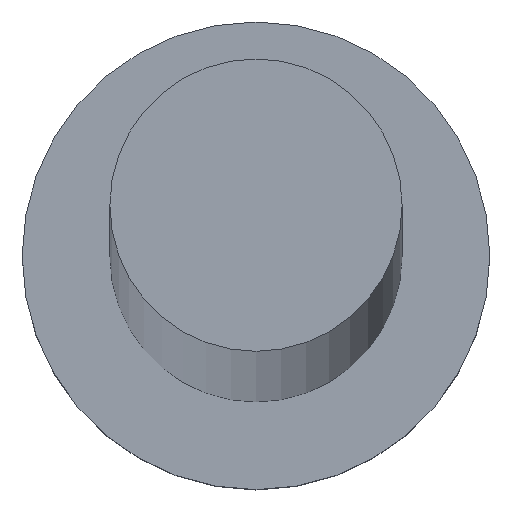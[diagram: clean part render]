
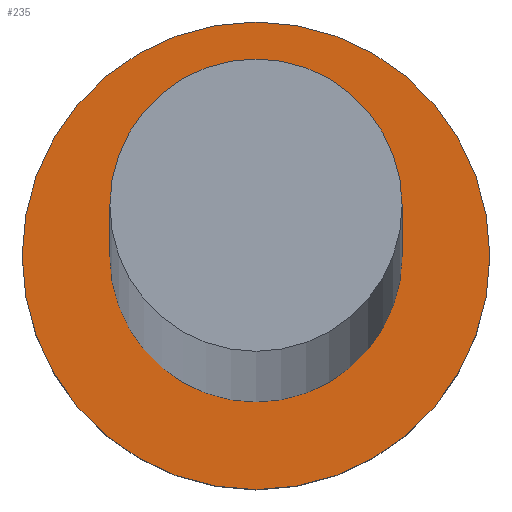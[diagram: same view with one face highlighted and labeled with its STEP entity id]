
A CAD part, top view. The second image highlights one B-rep face of the part: STEP entity #235.
In plain terms, the highlighted planar face has unit normal (0, 0, 1).
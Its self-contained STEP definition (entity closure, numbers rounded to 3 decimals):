
#7 = CIRCLE ( 'NONE', #67, 8. ) ;
#13 = ORIENTED_EDGE ( 'NONE', *, *, #239, .F. ) ;
#16 = AXIS2_PLACEMENT_3D ( 'NONE', #42, #118, #24 ) ;
#18 = VERTEX_POINT ( 'NONE', #51 ) ;
#19 = VERTEX_POINT ( 'NONE', #74 ) ;
#23 = CARTESIAN_POINT ( 'NONE',  ( 0., 0., 6.5 ) ) ;
#24 = DIRECTION ( 'NONE',  ( 1., 0., 0. ) ) ;
#27 = PLANE ( 'NONE',  #37 ) ;
#37 = AXIS2_PLACEMENT_3D ( 'NONE', #59, #104, #159 ) ;
#40 = DIRECTION ( 'NONE',  ( 0., 0., 1. ) ) ;
#42 = CARTESIAN_POINT ( 'NONE',  ( 0., 0., 6.5 ) ) ;
#49 = AXIS2_PLACEMENT_3D ( 'NONE', #58, #53, #132 ) ;
#51 = CARTESIAN_POINT ( 'NONE',  ( 5., 0., 6.5 ) ) ;
#53 = DIRECTION ( 'NONE',  ( 0., 0., 1. ) ) ;
#58 = CARTESIAN_POINT ( 'NONE',  ( 0., 0., 6.5 ) ) ;
#59 = CARTESIAN_POINT ( 'NONE',  ( 0., 0., 6.5 ) ) ;
#63 = CARTESIAN_POINT ( 'NONE',  ( 0., 0., 6.5 ) ) ;
#67 = AXIS2_PLACEMENT_3D ( 'NONE', #63, #40, #137 ) ;
#74 = CARTESIAN_POINT ( 'NONE',  ( -5., 0., 6.5 ) ) ;
#78 = VERTEX_POINT ( 'NONE', #149 ) ;
#86 = CIRCLE ( 'NONE', #16, 5. ) ;
#104 = DIRECTION ( 'NONE',  ( 0., 0., 1. ) ) ;
#106 = AXIS2_PLACEMENT_3D ( 'NONE', #23, #217, #178 ) ;
#115 = EDGE_CURVE ( 'NONE', #229, #78, #171, .T. ) ;
#116 = ORIENTED_EDGE ( 'NONE', *, *, #115, .T. ) ;
#118 = DIRECTION ( 'NONE',  ( 0., 0., 1. ) ) ;
#119 = EDGE_CURVE ( 'NONE', #18, #19, #190, .T. ) ;
#122 = FACE_BOUND ( 'NONE', #183, .T. ) ;
#132 = DIRECTION ( 'NONE',  ( 1., 0., 0. ) ) ;
#137 = DIRECTION ( 'NONE',  ( 1., 0., 0. ) ) ;
#148 = ORIENTED_EDGE ( 'NONE', *, *, #255, .T. ) ;
#149 = CARTESIAN_POINT ( 'NONE',  ( 8., 0., 6.5 ) ) ;
#159 = DIRECTION ( 'NONE',  ( 1., 0., 0. ) ) ;
#171 = CIRCLE ( 'NONE', #49, 8. ) ;
#178 = DIRECTION ( 'NONE',  ( 1., 0., 0. ) ) ;
#183 = EDGE_LOOP ( 'NONE', ( #13, #231 ) ) ;
#190 = CIRCLE ( 'NONE', #106, 5. ) ;
#217 = DIRECTION ( 'NONE',  ( 0., 0., 1. ) ) ;
#218 = FACE_OUTER_BOUND ( 'NONE', #250, .T. ) ;
#229 = VERTEX_POINT ( 'NONE', #237 ) ;
#231 = ORIENTED_EDGE ( 'NONE', *, *, #119, .F. ) ;
#235 = ADVANCED_FACE ( 'NONE', ( #122, #218 ), #27, .T. ) ;
#237 = CARTESIAN_POINT ( 'NONE',  ( -8., 0., 6.5 ) ) ;
#239 = EDGE_CURVE ( 'NONE', #19, #18, #86, .T. ) ;
#250 = EDGE_LOOP ( 'NONE', ( #116, #148 ) ) ;
#255 = EDGE_CURVE ( 'NONE', #78, #229, #7, .T. ) ;
